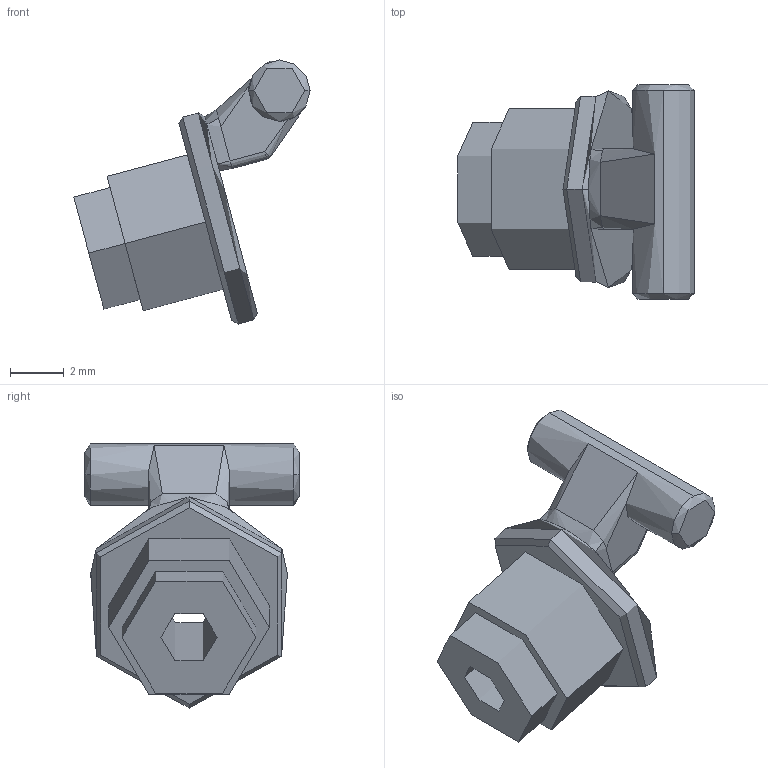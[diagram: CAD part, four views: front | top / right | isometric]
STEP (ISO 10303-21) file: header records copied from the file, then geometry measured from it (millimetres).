
FILE_DESCRIPTION(('STEP AP214'),'1');
FILE_NAME('.stp','2022-04-19T05:14:47',(' '),(' '),'Spatial InterOp 3D',' ',' ');
FILE_SCHEMA(('AUTOMOTIVE_DESIGN { 1 0 10303 214 1 1 1 1 }'));
Length unit declared in the file: metre
Products named in the file (3): 改_肩部转轴; Component1
Assembly tree (2 placements, depth 3):
  改_肩部转轴
    改_肩部转轴
      Component1
Bounding box: 8.82 x 8 x 9.86 mm (x, y, z)
Volume: 195.9 mm3; surface area: 308.6 mm2
Topology: 1 solids, 1 shells, 47 faces, 114 edges, 70 vertices
Faces by surface type: cylinder 15, bspline 13, cone 8, plane 8, sphere 2, offset 1
Entity records: 3251 total; most frequent: CARTESIAN_POINT 2125, ORIENTED_EDGE 226, DIRECTION 211, EDGE_CURVE 113, AXIS2_PLACEMENT_3D 88, VERTEX_POINT 70, EDGE_LOOP 51, CIRCLE 49
